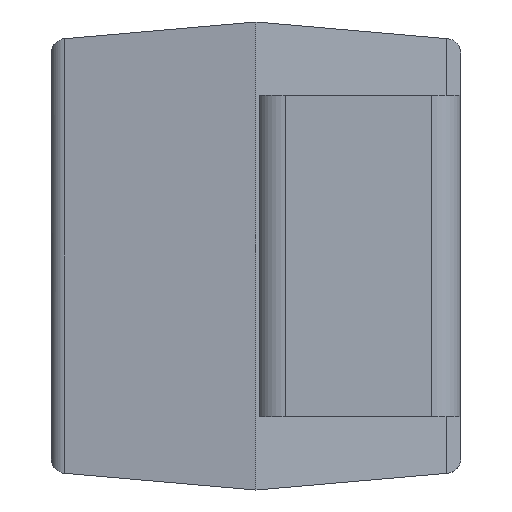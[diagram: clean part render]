
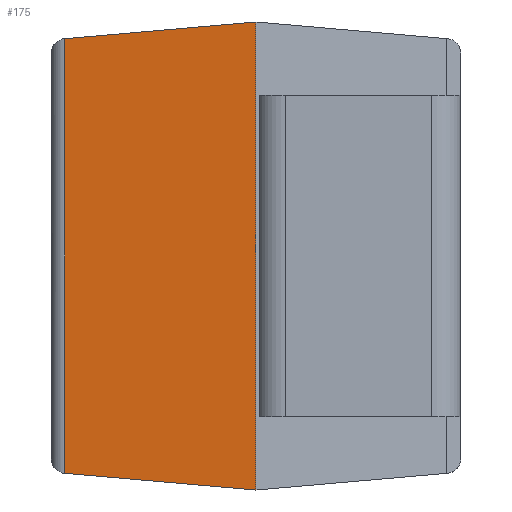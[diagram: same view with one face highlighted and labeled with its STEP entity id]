
A CAD part, left-side view. The second image highlights one B-rep face of the part: STEP entity #175.
In plain terms, the highlighted planar face has unit normal (-0.996, 0.087, 0).
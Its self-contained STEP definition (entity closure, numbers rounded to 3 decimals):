
#80 = VERTEX_POINT ( 'NONE', #446 ) ;
#112 = VERTEX_POINT ( 'NONE', #495 ) ;
#115 = VERTEX_POINT ( 'NONE', #490 ) ;
#174 = EDGE_CURVE ( 'NONE', #112, #115, #658, .T. ) ;
#175 = ADVANCED_FACE ( 'NONE', ( #654 ), #653, .F. ) ;
#176 = EDGE_LOOP ( 'NONE', ( #177, #179, #180, #182 ) ) ;
#177 = ORIENTED_EDGE ( 'NONE', *, *, #178, .F. ) ;
#178 = EDGE_CURVE ( 'NONE', #112, #264, #697, .T. ) ;
#179 = ORIENTED_EDGE ( 'NONE', *, *, #174, .T. ) ;
#180 = ORIENTED_EDGE ( 'NONE', *, *, #181, .F. ) ;
#181 = EDGE_CURVE ( 'NONE', #80, #115, #692, .T. ) ;
#182 = ORIENTED_EDGE ( 'NONE', *, *, #194, .F. ) ;
#194 = EDGE_CURVE ( 'NONE', #264, #80, #706, .T. ) ;
#264 = VERTEX_POINT ( 'NONE', #841 ) ;
#446 = CARTESIAN_POINT ( 'NONE',  ( -2.9, 1.4, -1.6 ) ) ;
#490 = CARTESIAN_POINT ( 'NONE',  ( -2.786, 2.709, -1.486 ) ) ;
#495 = CARTESIAN_POINT ( 'NONE',  ( -2.786, 2.709, 1.486 ) ) ;
#649 = DIRECTION ( 'NONE',  ( 0.087, 0.996, 0. ) ) ;
#650 = DIRECTION ( 'NONE',  ( 0.996, -0.087, 0. ) ) ;
#651 = CARTESIAN_POINT ( 'NONE',  ( -2.786, 2.709, 1.6 ) ) ;
#652 = AXIS2_PLACEMENT_3D ( 'NONE', #651, #650, #649 ) ;
#653 = PLANE ( 'NONE',  #652 ) ;
#654 = FACE_OUTER_BOUND ( 'NONE', #176, .T. ) ;
#655 = DIRECTION ( 'NONE',  ( 0., 0., -1. ) ) ;
#656 = VECTOR ( 'NONE', #655, 1000. ) ;
#657 = CARTESIAN_POINT ( 'NONE',  ( -2.786, 2.709, 1.6 ) ) ;
#658 = LINE ( 'NONE', #657, #656 ) ;
#689 = DIRECTION ( 'NONE',  ( 0.087, 0.992, 0.087 ) ) ;
#690 = VECTOR ( 'NONE', #689, 1000. ) ;
#691 = CARTESIAN_POINT ( 'NONE',  ( -2.762, 2.975, -1.462 ) ) ;
#692 = LINE ( 'NONE', #691, #690 ) ;
#694 = DIRECTION ( 'NONE',  ( -0.087, -0.992, 0.087 ) ) ;
#695 = VECTOR ( 'NONE', #694, 1000. ) ;
#696 = CARTESIAN_POINT ( 'NONE',  ( -2.786, 2.699, 1.486 ) ) ;
#697 = LINE ( 'NONE', #696, #695 ) ;
#703 = DIRECTION ( 'NONE',  ( 0., 0., -1. ) ) ;
#704 = VECTOR ( 'NONE', #703, 1000. ) ;
#705 = CARTESIAN_POINT ( 'NONE',  ( -2.9, 1.4, 1.6 ) ) ;
#706 = LINE ( 'NONE', #705, #704 ) ;
#841 = CARTESIAN_POINT ( 'NONE',  ( -2.9, 1.4, 1.6 ) ) ;
